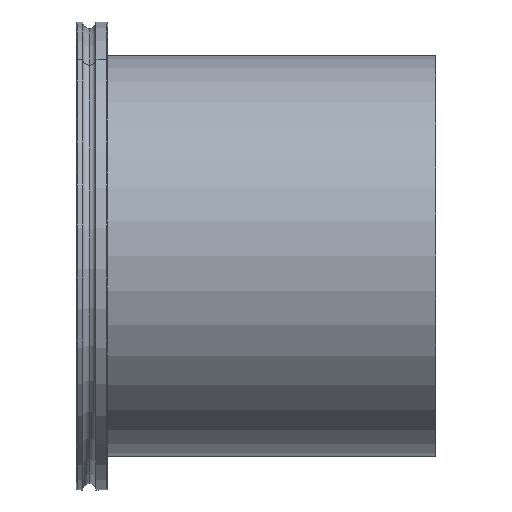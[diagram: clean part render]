
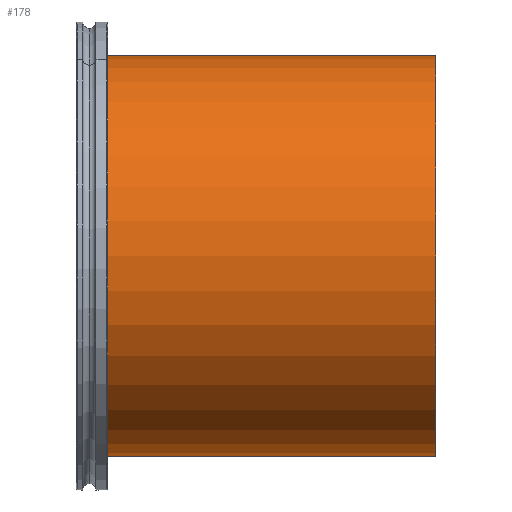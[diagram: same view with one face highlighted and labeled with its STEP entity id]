
A CAD part, left-side view. The second image highlights one B-rep face of the part: STEP entity #178.
In plain terms, the highlighted cylindrical face has radius 77 mm (diameter 154 mm), a partial arc.
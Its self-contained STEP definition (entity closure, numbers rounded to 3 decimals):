
#9 = EDGE_LOOP ( 'NONE', ( #580, #582, #576, #539 ) ) ;
#61 = FACE_OUTER_BOUND ( 'NONE', #9, .T. ) ;
#76 = CYLINDRICAL_SURFACE ( 'NONE', #423, 77. ) ;
#178 = ADVANCED_FACE ( 'NONE', ( #61 ), #76, .T. ) ;
#300 = VERTEX_POINT ( 'NONE', #804 ) ;
#303 = VERTEX_POINT ( 'NONE', #807 ) ;
#340 = EDGE_CURVE ( 'NONE', #300, #303, #632, .T. ) ;
#346 = EDGE_CURVE ( 'NONE', #587, #300, #645, .T. ) ;
#347 = EDGE_CURVE ( 'NONE', #578, #303, #646, .T. ) ;
#348 = EDGE_CURVE ( 'NONE', #587, #578, #648, .T. ) ;
#423 = AXIS2_PLACEMENT_3D ( 'NONE', #1168, #1167, #1169 ) ;
#466 = AXIS2_PLACEMENT_3D ( 'NONE', #827, #828, #829 ) ;
#472 = AXIS2_PLACEMENT_3D ( 'NONE', #849, #850, #851 ) ;
#539 = ORIENTED_EDGE ( 'NONE', *, *, #340, .T. ) ;
#576 = ORIENTED_EDGE ( 'NONE', *, *, #346, .T. ) ;
#578 = VERTEX_POINT ( 'NONE', #1039 ) ;
#580 = ORIENTED_EDGE ( 'NONE', *, *, #347, .F. ) ;
#582 = ORIENTED_EDGE ( 'NONE', *, *, #348, .F. ) ;
#587 = VERTEX_POINT ( 'NONE', #1041 ) ;
#632 = CIRCLE ( 'NONE', #466, 77. ) ;
#645 = LINE ( 'NONE', #833, #647 ) ;
#646 = LINE ( 'NONE', #847, #649 ) ;
#647 = VECTOR ( 'NONE', #840, 1000. ) ;
#648 = CIRCLE ( 'NONE', #472, 77. ) ;
#649 = VECTOR ( 'NONE', #848, 1000. ) ;
#804 = CARTESIAN_POINT ( 'NONE',  ( 0., 0., -77. ) ) ;
#807 = CARTESIAN_POINT ( 'NONE',  ( 0., 0., 77. ) ) ;
#827 = CARTESIAN_POINT ( 'NONE',  ( 0., 0., 0. ) ) ;
#828 = DIRECTION ( 'NONE',  ( 0., 1., 0. ) ) ;
#829 = DIRECTION ( 'NONE',  ( 0., 0., 1. ) ) ;
#833 = CARTESIAN_POINT ( 'NONE',  ( 0., 131.5, -77. ) ) ;
#840 = DIRECTION ( 'NONE',  ( 0., -1., 0. ) ) ;
#847 = CARTESIAN_POINT ( 'NONE',  ( 0., 131.5, 77. ) ) ;
#848 = DIRECTION ( 'NONE',  ( 0., -1., 0. ) ) ;
#849 = CARTESIAN_POINT ( 'NONE',  ( 0., 131.5, 0. ) ) ;
#850 = DIRECTION ( 'NONE',  ( 0., 1., 0. ) ) ;
#851 = DIRECTION ( 'NONE',  ( 0., 0., 1. ) ) ;
#1039 = CARTESIAN_POINT ( 'NONE',  ( 0., 131.5, 77. ) ) ;
#1041 = CARTESIAN_POINT ( 'NONE',  ( 0., 131.5, -77. ) ) ;
#1167 = DIRECTION ( 'NONE',  ( 0., -1., 0. ) ) ;
#1168 = CARTESIAN_POINT ( 'NONE',  ( 0., 131.5, 0. ) ) ;
#1169 = DIRECTION ( 'NONE',  ( 0., 0., -1. ) ) ;
